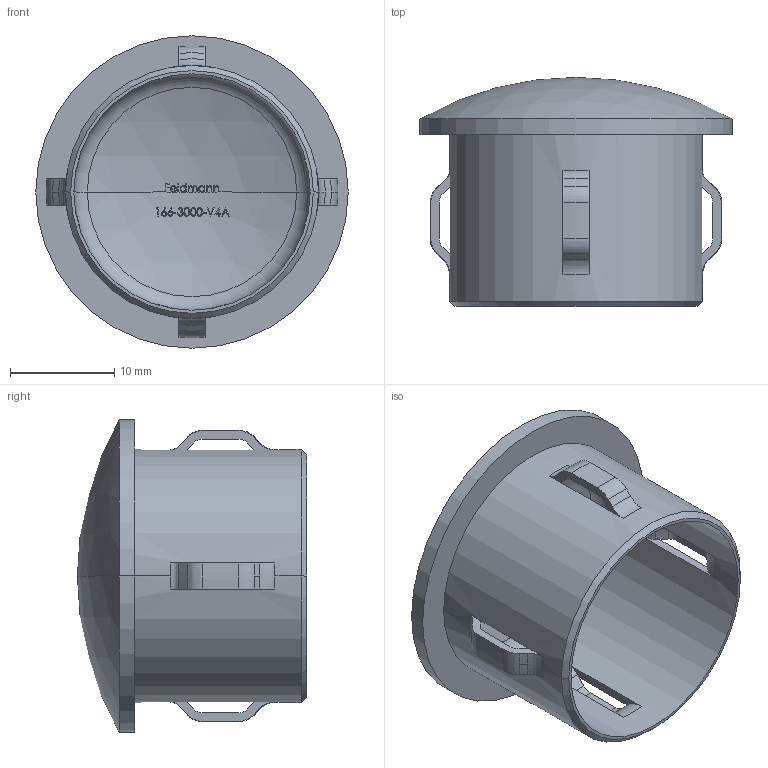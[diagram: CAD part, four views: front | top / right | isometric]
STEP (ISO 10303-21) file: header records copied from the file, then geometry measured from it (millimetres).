
FILE_DESCRIPTION (( 'STEP AP203' ), '1' );
FILE_NAME ('166-3000-V4A.STEP', '2018-12-06T08:22:34', ( '' ), ( '' ), 'SwSTEP 2.0', 'SolidWorks 2015', '' );
FILE_SCHEMA (( 'CONFIG_CONTROL_DESIGN' ));
Length unit declared in the file: millimetre
Products named in the file (1): 166-3000-V4A
Bounding box: 30 x 22 x 30 mm (x, y, z)
Volume: 2354.8 mm3; surface area: 4267.3 mm2
Topology: 1 solids, 1 shells, 356 faces, 970 edges, 628 vertices
Faces by surface type: plane 126, bspline 107, sphere 43, torus 42, cone 22, cylinder 16
Entity records: 16254 total; most frequent: CARTESIAN_POINT 7820, ORIENTED_EDGE 1940, DIRECTION 1483, EDGE_CURVE 970, VERTEX_POINT 628, AXIS2_PLACEMENT_3D 601, EDGE_LOOP 384, FACE_OUTER_BOUND 356
